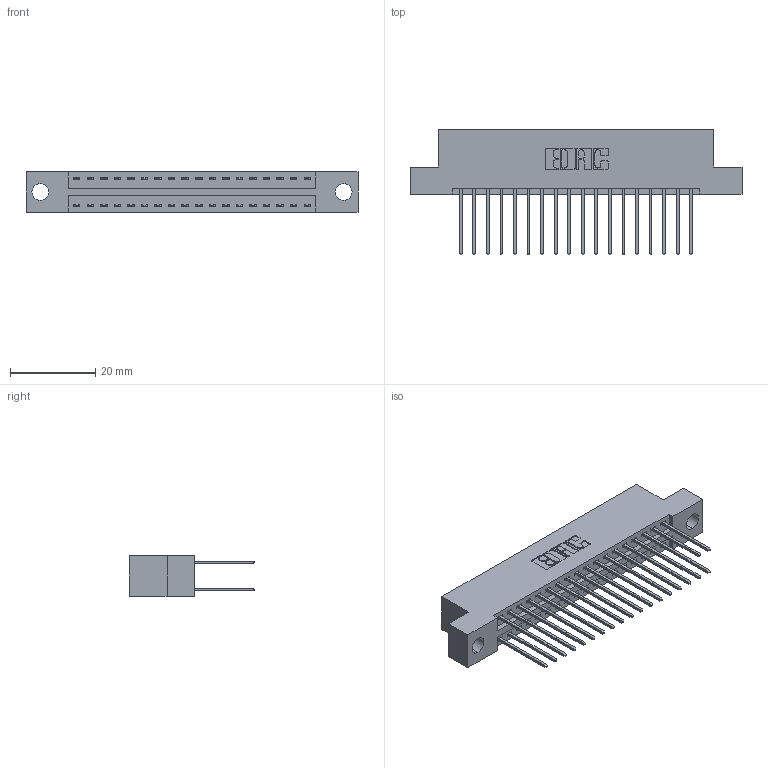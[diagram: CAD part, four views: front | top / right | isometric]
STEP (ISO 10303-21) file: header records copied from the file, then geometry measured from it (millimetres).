
FILE_DESCRIPTION (( 'STEP AP203' ), '1' );
FILE_NAME ('396-036-540-204.STEP', '2019-10-30T07:32:15', ( '' ), ( '' ), 'SwSTEP 2.0', 'SolidWorks 2016', '' );
FILE_SCHEMA (( 'CONFIG_CONTROL_DESIGN' ));
Length unit declared in the file: inch
Products named in the file (3): 396-036-540-204; 345-292-001_345-293-140; 346 Part_Flush Mounting Lugs - 0.156 Dia-TH
Assembly tree (37 placements, depth 2):
  396-036-540-204
    346 Part_Flush Mounting Lugs - 0.156 Dia-TH
    345-292-001_345-293-140  x36
Bounding box: 77.72 x 29.46 x 9.4 mm (x, y, z)
Volume: 7441.3 mm3; surface area: 10310.2 mm2
Topology: 37 solids, 37 shells, 1994 faces, 5909 edges, 3890 vertices
Faces by surface type: plane 1336, cylinder 658
Entity records: 14999 total; most frequent: CARTESIAN_POINT 2504, ORIENTED_EDGE 2438, DIRECTION 2259, EDGE_CURVE 1219, VECTOR 1015, LINE 1015, VERTEX_POINT 810, AXIS2_PLACEMENT_3D 622
